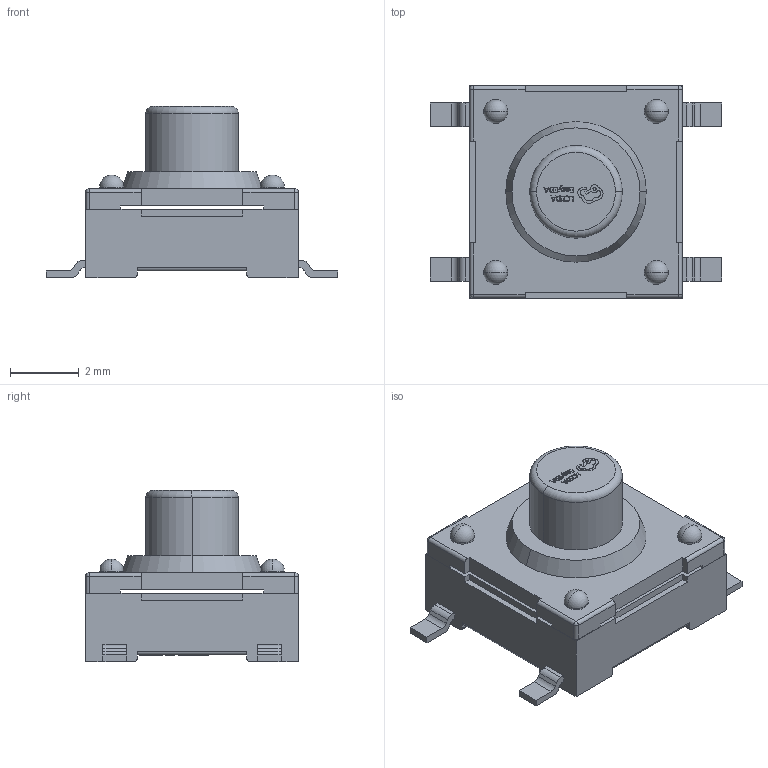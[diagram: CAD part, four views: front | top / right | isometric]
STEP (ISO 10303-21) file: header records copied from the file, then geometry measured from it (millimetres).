
FILE_DESCRIPTION (( 'STEP AP214' ), '1' );
FILE_NAME ('SW-SMD_4P-L6.2-W6.2-H5.0-P4.50-LS8.5.step', '2022-07-26T14:43:05', ( '' ), ( '' ), 'SwSTEP 2.0', 'SolidWorks 2020', '' );
FILE_SCHEMA (( 'AUTOMOTIVE_DESIGN' ));
Length unit declared in the file: millimetre
Products named in the file (1): SW-SMD_4P-L6.2-W6.2-H5.0-P4.50-LS8.5
Bounding box: 8.5 x 6.2 x 5.01 mm (x, y, z)
Volume: 107.1 mm3; surface area: 254.9 mm2
Topology: 3 solids, 3 shells, 458 faces, 1252 edges, 818 vertices
Faces by surface type: plane 280, bspline 112, cylinder 50, sphere 12, cone 2, torus 2
Entity records: 20089 total; most frequent: CARTESIAN_POINT 4623, ORIENTED_EDGE 2464, DIRECTION 1800, EDGE_CURVE 1232, LINE 890, VECTOR 890, VERTEX_POINT 810, EDGE_LOOP 488
